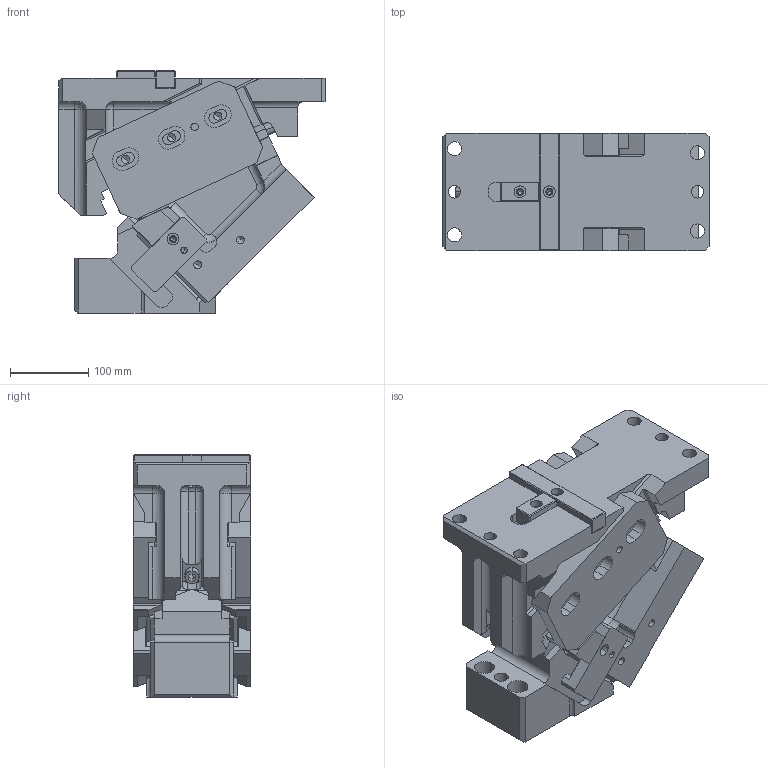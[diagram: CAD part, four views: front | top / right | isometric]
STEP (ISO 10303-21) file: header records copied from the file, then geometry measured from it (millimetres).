
FILE_DESCRIPTION(('CATIA V5 STEP Exchange'),'2;1');
FILE_NAME('KS_OT_0150_45__IND_13__23454__SCHIEBERADAPTER_PART__2019_09_06__SPETH.stp','2019-10-11T17:42:49+00:00',('none'),('none'),'CATIA Version 5-6 Release 2016 SP3 HF21','CATIA V5 STEP AP203','none');
FILE_SCHEMA(('CONFIG_CONTROL_DESIGN'));
Length unit declared in the file: millimetre
Products named in the file (1): KS_OT_0150_45__IND_13__23454__SCHIEBERADAPTER_PART__2019_09_06__SPETH
Bounding box: 340 x 150 x 309 mm (x, y, z)
Volume: 8601417.3 mm3; surface area: 902393.4 mm2
Topology: 18 solids, 18 shells, 956 faces, 2504 edges, 1569 vertices
Faces by surface type: plane 439, cylinder 378, cone 74, torus 44, revolution 12, sphere 9
Entity records: 27900 total; most frequent: CARTESIAN_POINT 6319, ORIENTED_EDGE 4856, DIRECTION 3524, EDGE_CURVE 2428, VERTEX_POINT 1565, VECTOR 1423, LINE 1423, AXIS2_PLACEMENT_3D 1418
